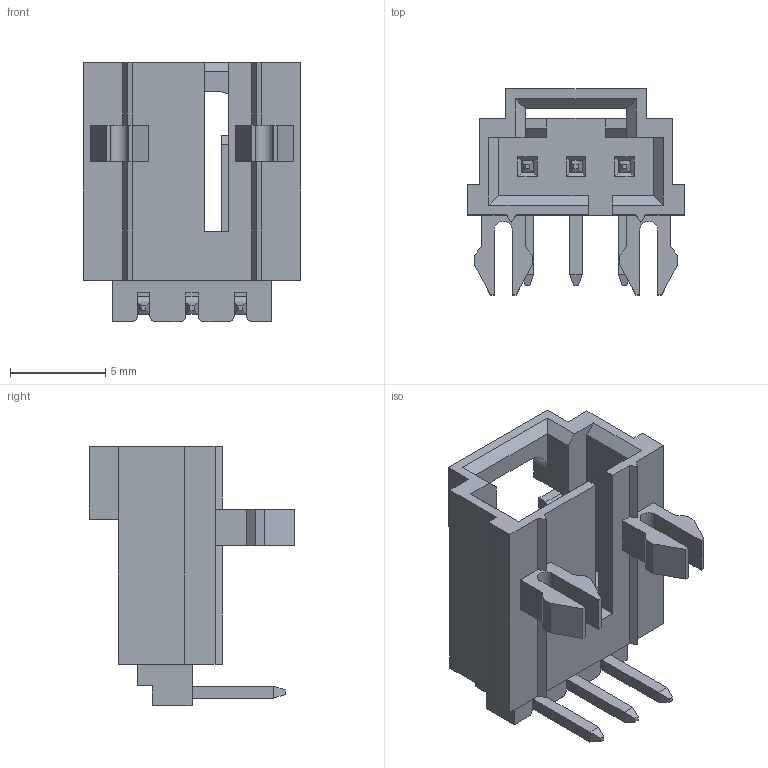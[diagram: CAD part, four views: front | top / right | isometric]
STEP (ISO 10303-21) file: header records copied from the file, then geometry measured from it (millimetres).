
FILE_DESCRIPTION((''),'2;1');
FILE_NAME('705510002','2013-07-31T',('me'),(''),'PRO/ENGINEER BY PARAMETRIC TECHNOLOGY CORPORATION, 2011490','PRO/ENGINEER BY PARAMETRIC TECHNOLOGY CORPORATION, 2011490','');
FILE_SCHEMA(('CONFIG_CONTROL_DESIGN'));
Length unit declared in the file: inch
Products named in the file (1): 705510002
Bounding box: 11.43 x 10.79 x 13.59 mm (x, y, z)
Volume: 440.4 mm3; surface area: 929.4 mm2
Topology: 1 solids, 1 shells, 213 faces, 567 edges, 358 vertices
Faces by surface type: plane 194, cylinder 19
Entity records: 6483 total; most frequent: CARTESIAN_POINT 1138, ORIENTED_EDGE 1134, DIRECTION 1031, EDGE_CURVE 567, VECTOR 529, LINE 529, VERTEX_POINT 358, AXIS2_PLACEMENT_3D 251
